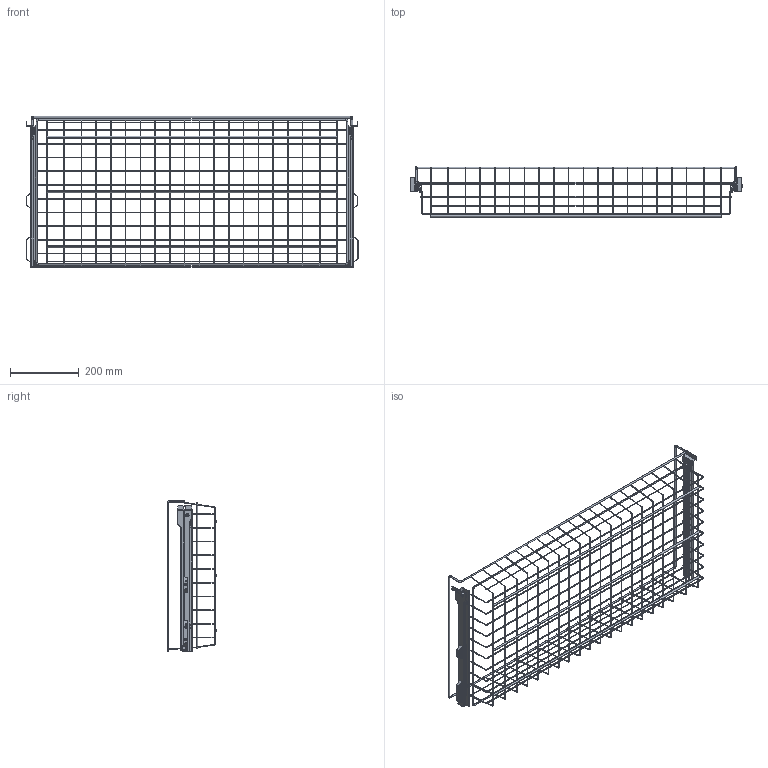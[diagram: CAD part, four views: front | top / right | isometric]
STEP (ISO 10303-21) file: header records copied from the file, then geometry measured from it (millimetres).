
FILE_DESCRIPTION (( 'STEP AP203' ), '1' );
FILE_NAME ('LM 608 rullakiskokori.STEP', '2023-01-17T07:56:10', ( '' ), ( '' ), 'SwSTEP 2.0', 'SolidWorks 2021', '' );
FILE_SCHEMA (( 'CONFIG_CONTROL_DESIGN' ));
Length unit declared in the file: millimetre
Products named in the file (14): 10361; 10651_Default<As Machined>; Mirror10360; 10026; Mirror10365; LM 608 rullakiskokori; Mirror10026; 10027; 10360; Mirror10027; Mirror10361; 10365; Mirror10364; 10364
Assembly tree (17 placements, depth 3):
  LM 608 rullakiskokori
    10651_Default<As Machined>
    10361
      10360
      10026
      10027
    10365
      10364
      10026
      10027
    Mirror10365
      Mirror10364
      Mirror10026
      Mirror10027
    Mirror10361
      Mirror10360
      Mirror10026
      Mirror10027
Bounding box: 968.21 x 145.6 x 440.53 mm (x, y, z)
Volume: 421181.4 mm3; surface area: 598229.5 mm2
Topology: 82 solids, 82 shells, 1606 faces, 3542 edges, 2104 vertices
Faces by surface type: cylinder 728, plane 490, torus 350, cone 28, bspline 10
Entity records: 42100 total; most frequent: DIRECTION 7686, CARTESIAN_POINT 7426, ORIENTED_EDGE 6448, EDGE_CURVE 3224, AXIS2_PLACEMENT_3D 3132, VERTEX_POINT 1908, CIRCLE 1662, EDGE_LOOP 1536
